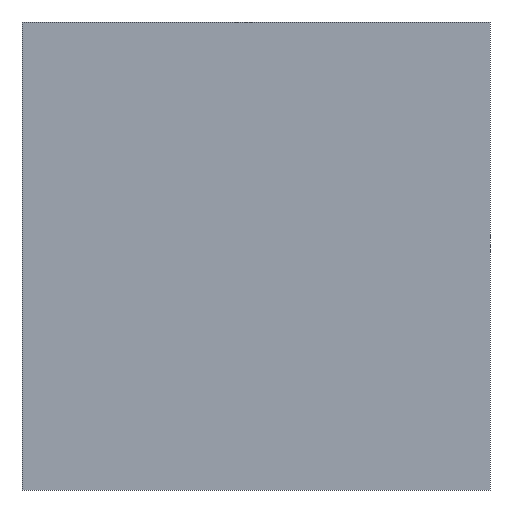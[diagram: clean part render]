
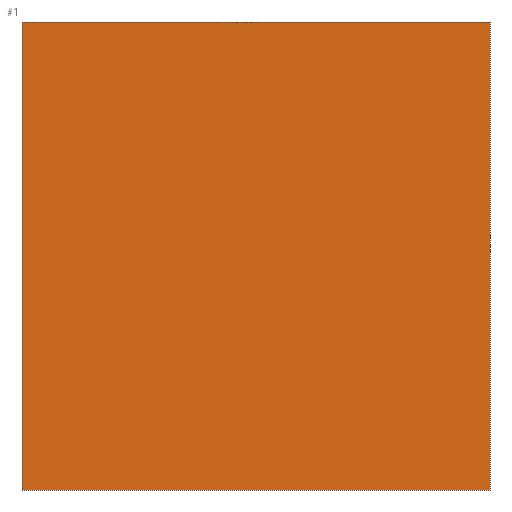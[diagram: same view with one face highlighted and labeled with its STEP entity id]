
A CAD part, front view. The second image highlights one B-rep face of the part: STEP entity #1.
In plain terms, the highlighted planar face has unit normal (0, 1, 0).
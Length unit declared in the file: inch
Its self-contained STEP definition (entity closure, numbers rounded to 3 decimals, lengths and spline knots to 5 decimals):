
#1 = ADVANCED_FACE ( 'NONE', ( #82 ), #58, .F. ) ;
#4 = EDGE_CURVE ( 'NONE', #100, #79, #59, .T. ) ;
#15 = EDGE_CURVE ( 'NONE', #77, #78, #99, .T. ) ;
#16 = EDGE_CURVE ( 'NONE', #78, #100, #69, .T. ) ;
#17 = EDGE_CURVE ( 'NONE', #79, #77, #89, .T. ) ;
#57 = DIRECTION ( 'NONE',  ( 0., 0., 1. ) ) ;
#58 = PLANE ( 'NONE',  #104 ) ;
#59 = LINE ( 'NONE', #64, #118 ) ;
#60 = ORIENTED_EDGE ( 'NONE', *, *, #16, .T. ) ;
#61 = CARTESIAN_POINT ( 'NONE',  ( 0., 0., 0. ) ) ;
#62 = CARTESIAN_POINT ( 'NONE',  ( 0., 0., 0. ) ) ;
#64 = CARTESIAN_POINT ( 'NONE',  ( 24., 0., 0. ) ) ;
#65 = EDGE_LOOP ( 'NONE', ( #75, #60, #94, #76 ) ) ;
#69 = LINE ( 'NONE', #84, #117 ) ;
#74 = CARTESIAN_POINT ( 'NONE',  ( 24., 0., -24. ) ) ;
#75 = ORIENTED_EDGE ( 'NONE', *, *, #15, .T. ) ;
#76 = ORIENTED_EDGE ( 'NONE', *, *, #17, .T. ) ;
#77 = VERTEX_POINT ( 'NONE', #88 ) ;
#78 = VERTEX_POINT ( 'NONE', #62 ) ;
#79 = VERTEX_POINT ( 'NONE', #74 ) ;
#81 = DIRECTION ( 'NONE',  ( 0., 0., -1. ) ) ;
#82 = FACE_OUTER_BOUND ( 'NONE', #65, .T. ) ;
#84 = CARTESIAN_POINT ( 'NONE',  ( 0., 0., 0. ) ) ;
#86 = DIRECTION ( 'NONE',  ( 0., -1., 0. ) ) ;
#88 = CARTESIAN_POINT ( 'NONE',  ( 0., 0., -24. ) ) ;
#89 = LINE ( 'NONE', #92, #120 ) ;
#90 = CARTESIAN_POINT ( 'NONE',  ( 0., 0., -24. ) ) ;
#92 = CARTESIAN_POINT ( 'NONE',  ( 0., 0., -24. ) ) ;
#94 = ORIENTED_EDGE ( 'NONE', *, *, #4, .T. ) ;
#95 = DIRECTION ( 'NONE',  ( 1., 0., 0. ) ) ;
#96 = DIRECTION ( 'NONE',  ( -1., 0., 0. ) ) ;
#97 = DIRECTION ( 'NONE',  ( 0., 0., -1. ) ) ;
#98 = CARTESIAN_POINT ( 'NONE',  ( 24., 0., 0. ) ) ;
#99 = LINE ( 'NONE', #61, #121 ) ;
#100 = VERTEX_POINT ( 'NONE', #98 ) ;
#104 = AXIS2_PLACEMENT_3D ( 'NONE', #90, #86, #97 ) ;
#117 = VECTOR ( 'NONE', #95, 39.37008 ) ;
#118 = VECTOR ( 'NONE', #81, 39.37008 ) ;
#120 = VECTOR ( 'NONE', #96, 39.37008 ) ;
#121 = VECTOR ( 'NONE', #57, 39.37008 ) ;
